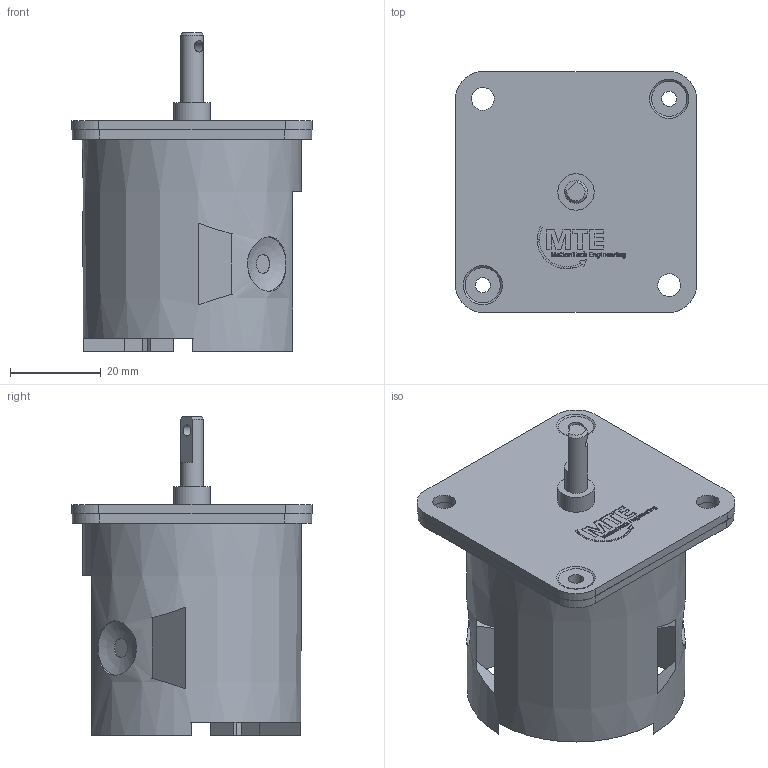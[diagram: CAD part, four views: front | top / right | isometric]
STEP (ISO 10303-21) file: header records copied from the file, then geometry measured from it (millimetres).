
FILE_DESCRIPTION((''),'2;1');
FILE_NAME('BM 010.stp','2016-02-09T09:13:18',('bauer'),(''),'Autodesk Inventor 2012','Autodesk Inventor 2012','');
FILE_SCHEMA(('AUTOMOTIVE_DESIGN { 1 0 10303 214 1 1 1 1 }'));
Length unit declared in the file: millimetre
Products named in the file (1): BM 010
Bounding box: 53 x 53 x 70.09 mm (x, y, z)
Volume: 72619.5 mm3; surface area: 22549 mm2
Topology: 1 solids, 8 shells, 617 faces, 1634 edges, 1089 vertices
Faces by surface type: plane 416, bspline 102, cylinder 74, cone 25
Full cylindrical faces by diameter (mm): 1.98 x2, 2.5 x1, 3.2 x2, 3.3 x2, 3.8 x6, 4.7 x2, 5 x1, 5.05 x4, 5.1 x2, 8 x1
Entity records: 20387 total; most frequent: CARTESIAN_POINT 5223, ORIENTED_EDGE 3162, DIRECTION 2588, EDGE_CURVE 1581, VECTOR 1128, LINE 1128, VERTEX_POINT 1071, EDGE_LOOP 734
